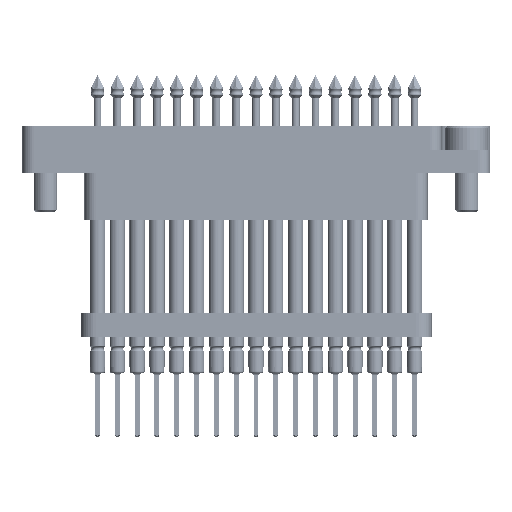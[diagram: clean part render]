
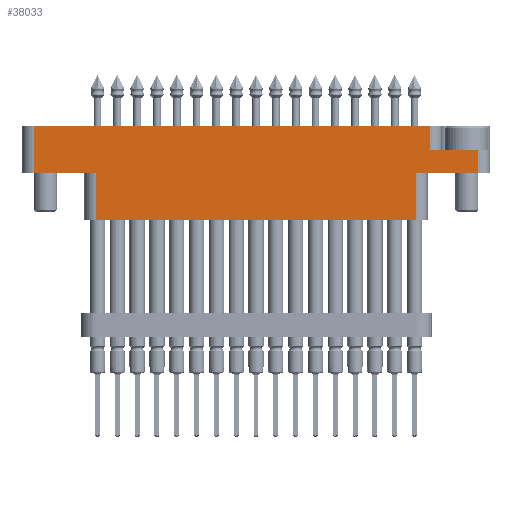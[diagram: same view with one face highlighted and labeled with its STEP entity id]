
A CAD part, left-side view. The second image highlights one B-rep face of the part: STEP entity #38033.
In plain terms, the highlighted planar face has unit normal (-1, 0, 0).
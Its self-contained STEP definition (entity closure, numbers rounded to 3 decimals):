
#844 = EDGE_CURVE ( 'NONE', #39812, #5043, #14415, .T. ) ;
#969 = EDGE_CURVE ( 'NONE', #21621, #27970, #4782, .T. ) ;
#1337 = CARTESIAN_POINT ( 'NONE',  ( -14.35, -30., -3. ) ) ;
#1814 = CARTESIAN_POINT ( 'NONE',  ( -14.35, 30., -6. ) ) ;
#2003 = ORIENTED_EDGE ( 'NONE', *, *, #969, .F. ) ;
#2092 = VECTOR ( 'NONE', #20224, 1000. ) ;
#2573 = ORIENTED_EDGE ( 'NONE', *, *, #32569, .T. ) ;
#3174 = VECTOR ( 'NONE', #13601, 1000. ) ;
#3588 = VECTOR ( 'NONE', #19192, 1000. ) ;
#3761 = ORIENTED_EDGE ( 'NONE', *, *, #13670, .T. ) ;
#3830 = VECTOR ( 'NONE', #15300, 1000. ) ;
#3968 = CARTESIAN_POINT ( 'NONE',  ( -14.35, 20.5, -12. ) ) ;
#4121 = CARTESIAN_POINT ( 'NONE',  ( -14.35, 22., -12. ) ) ;
#4782 = LINE ( 'NONE', #1337, #3830 ) ;
#4830 = VERTEX_POINT ( 'NONE', #13294 ) ;
#5016 = FACE_OUTER_BOUND ( 'NONE', #6960, .T. ) ;
#5043 = VERTEX_POINT ( 'NONE', #14194 ) ;
#5100 = EDGE_CURVE ( 'NONE', #26468, #18935, #22396, .T. ) ;
#5178 = DIRECTION ( 'NONE',  ( 0., 0., 1. ) ) ;
#5470 = DIRECTION ( 'NONE',  ( 0., -1., 0. ) ) ;
#5679 = ORIENTED_EDGE ( 'NONE', *, *, #20426, .F. ) ;
#6960 = EDGE_LOOP ( 'NONE', ( #2003, #2573, #42351, #19609, #19683, #20709, #5679, #7134, #24650, #3761 ) ) ;
#7134 = ORIENTED_EDGE ( 'NONE', *, *, #5100, .T. ) ;
#7154 = LINE ( 'NONE', #3968, #33943 ) ;
#8250 = VECTOR ( 'NONE', #20110, 1000. ) ;
#9646 = VECTOR ( 'NONE', #35283, 1000. ) ;
#10843 = LINE ( 'NONE', #14062, #3174 ) ;
#12902 = CARTESIAN_POINT ( 'NONE',  ( -14.35, 30., -6. ) ) ;
#12956 = CARTESIAN_POINT ( 'NONE',  ( -14.35, -28.5, -6. ) ) ;
#13294 = CARTESIAN_POINT ( 'NONE',  ( -14.35, 28.5, -6. ) ) ;
#13364 = CARTESIAN_POINT ( 'NONE',  ( -14.35, -22.25, -3. ) ) ;
#13601 = DIRECTION ( 'NONE',  ( 0., 0., 1. ) ) ;
#13670 = EDGE_CURVE ( 'NONE', #37749, #27970, #40244, .T. ) ;
#14062 = CARTESIAN_POINT ( 'NONE',  ( -14.35, -22.25, 0. ) ) ;
#14194 = CARTESIAN_POINT ( 'NONE',  ( -14.35, -22.25, 0. ) ) ;
#14413 = AXIS2_PLACEMENT_3D ( 'NONE', #1814, #19218, #5470 ) ;
#14415 = LINE ( 'NONE', #14649, #9646 ) ;
#14649 = CARTESIAN_POINT ( 'NONE',  ( -14.35, 30., 0. ) ) ;
#15300 = DIRECTION ( 'NONE',  ( 0., -1., 0. ) ) ;
#15744 = CARTESIAN_POINT ( 'NONE',  ( -14.35, -20.5, -6. ) ) ;
#15921 = CARTESIAN_POINT ( 'NONE',  ( -14.35, -20.5, -12. ) ) ;
#17446 = VECTOR ( 'NONE', #5178, 1000. ) ;
#17639 = CARTESIAN_POINT ( 'NONE',  ( -14.35, -28.5, -6. ) ) ;
#17960 = CARTESIAN_POINT ( 'NONE',  ( -14.35, 20.5, -12. ) ) ;
#18935 = VERTEX_POINT ( 'NONE', #30474 ) ;
#19192 = DIRECTION ( 'NONE',  ( 0., 0., 1. ) ) ;
#19218 = DIRECTION ( 'NONE',  ( -1., 0., 0. ) ) ;
#19609 = ORIENTED_EDGE ( 'NONE', *, *, #20765, .T. ) ;
#19683 = ORIENTED_EDGE ( 'NONE', *, *, #27808, .T. ) ;
#19993 = CARTESIAN_POINT ( 'NONE',  ( -14.35, 20.5, -6. ) ) ;
#20013 = DIRECTION ( 'NONE',  ( 0., -1., 0. ) ) ;
#20110 = DIRECTION ( 'NONE',  ( 0., 0., -1. ) ) ;
#20214 = LINE ( 'NONE', #4121, #23605 ) ;
#20224 = DIRECTION ( 'NONE',  ( 0., -1., 0. ) ) ;
#20426 = EDGE_CURVE ( 'NONE', #26468, #35031, #20214, .T. ) ;
#20709 = ORIENTED_EDGE ( 'NONE', *, *, #21736, .T. ) ;
#20765 = EDGE_CURVE ( 'NONE', #39812, #4830, #23317, .T. ) ;
#21621 = VERTEX_POINT ( 'NONE', #13364 ) ;
#21736 = EDGE_CURVE ( 'NONE', #22684, #35031, #7154, .T. ) ;
#22396 = LINE ( 'NONE', #15744, #3588 ) ;
#22684 = VERTEX_POINT ( 'NONE', #19993 ) ;
#23317 = LINE ( 'NONE', #44200, #8250 ) ;
#23605 = VECTOR ( 'NONE', #35513, 1000. ) ;
#24650 = ORIENTED_EDGE ( 'NONE', *, *, #41734, .T. ) ;
#26468 = VERTEX_POINT ( 'NONE', #15921 ) ;
#27808 = EDGE_CURVE ( 'NONE', #4830, #22684, #44318, .T. ) ;
#27970 = VERTEX_POINT ( 'NONE', #38346 ) ;
#28241 = DIRECTION ( 'NONE',  ( 0., 0., -1. ) ) ;
#30474 = CARTESIAN_POINT ( 'NONE',  ( -14.35, -20.5, -6. ) ) ;
#32569 = EDGE_CURVE ( 'NONE', #21621, #5043, #10843, .T. ) ;
#33943 = VECTOR ( 'NONE', #28241, 1000. ) ;
#33998 = CARTESIAN_POINT ( 'NONE',  ( -14.35, 30., -6. ) ) ;
#35031 = VERTEX_POINT ( 'NONE', #17960 ) ;
#35283 = DIRECTION ( 'NONE',  ( 0., -1., 0. ) ) ;
#35513 = DIRECTION ( 'NONE',  ( 0., 1., 0. ) ) ;
#36877 = PLANE ( 'NONE',  #14413 ) ;
#37749 = VERTEX_POINT ( 'NONE', #17639 ) ;
#38033 = ADVANCED_FACE ( 'NONE', ( #5016 ), #36877, .T. ) ;
#38346 = CARTESIAN_POINT ( 'NONE',  ( -14.35, -28.5, -3. ) ) ;
#39812 = VERTEX_POINT ( 'NONE', #43249 ) ;
#40244 = LINE ( 'NONE', #12956, #17446 ) ;
#41123 = LINE ( 'NONE', #33998, #41638 ) ;
#41638 = VECTOR ( 'NONE', #20013, 1000. ) ;
#41734 = EDGE_CURVE ( 'NONE', #18935, #37749, #41123, .T. ) ;
#42351 = ORIENTED_EDGE ( 'NONE', *, *, #844, .F. ) ;
#43249 = CARTESIAN_POINT ( 'NONE',  ( -14.35, 28.5, 0. ) ) ;
#44200 = CARTESIAN_POINT ( 'NONE',  ( -14.35, 28.5, -6. ) ) ;
#44318 = LINE ( 'NONE', #12902, #2092 ) ;
